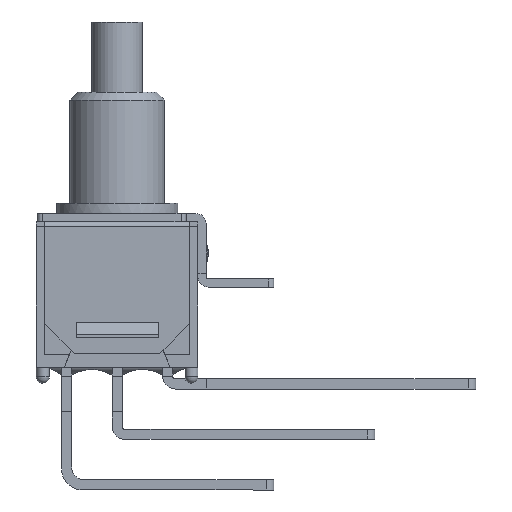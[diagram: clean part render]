
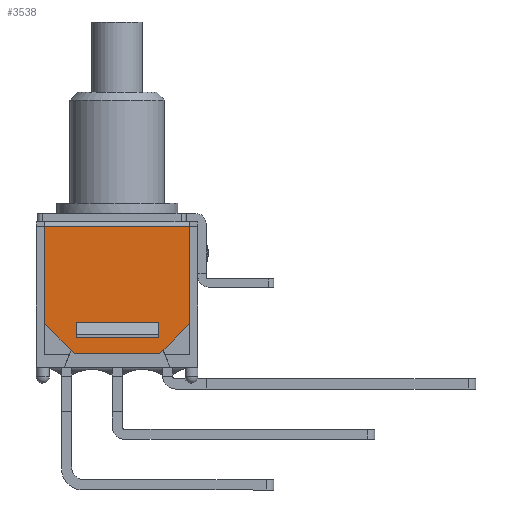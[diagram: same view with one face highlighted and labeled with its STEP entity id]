
A CAD part, front view. The second image highlights one B-rep face of the part: STEP entity #3538.
In plain terms, the highlighted planar face has unit normal (0, -1, 0).
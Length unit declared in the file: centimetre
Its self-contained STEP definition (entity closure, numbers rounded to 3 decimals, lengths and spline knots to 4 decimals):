
#35=FACE_BOUND('',#389,.T.);
#192=FACE_OUTER_BOUND('',#388,.T.);
#388=EDGE_LOOP('',(#2839,#2840,#2841,#2842,#2843,#2844));
#389=EDGE_LOOP('',(#2845,#2846,#2847,#2848,#2849,#2850));
#777=LINE('',#5626,#1194);
#805=LINE('',#5687,#1222);
#806=LINE('',#5691,#1223);
#807=LINE('',#5693,#1224);
#808=LINE('',#5695,#1225);
#809=LINE('',#5697,#1226);
#810=LINE('',#5698,#1227);
#811=LINE('',#5700,#1228);
#812=LINE('',#5702,#1229);
#813=LINE('',#5704,#1230);
#814=LINE('',#5706,#1231);
#815=LINE('',#5707,#1232);
#1194=VECTOR('',#4471,1.);
#1222=VECTOR('',#4521,1.);
#1223=VECTOR('',#4526,1.);
#1224=VECTOR('',#4527,1.);
#1225=VECTOR('',#4528,1.);
#1226=VECTOR('',#4529,1.);
#1227=VECTOR('',#4530,1.);
#1228=VECTOR('',#4531,1.);
#1229=VECTOR('',#4532,1.);
#1230=VECTOR('',#4533,1.);
#1231=VECTOR('',#4534,1.);
#1232=VECTOR('',#4535,1.);
#1587=VERTEX_POINT('',#5622);
#1589=VERTEX_POINT('',#5625);
#1610=VERTEX_POINT('',#5684);
#1611=VERTEX_POINT('',#5686);
#1612=VERTEX_POINT('',#5690);
#1613=VERTEX_POINT('',#5692);
#1614=VERTEX_POINT('',#5694);
#1615=VERTEX_POINT('',#5696);
#1616=VERTEX_POINT('',#5699);
#1617=VERTEX_POINT('',#5701);
#1618=VERTEX_POINT('',#5703);
#1619=VERTEX_POINT('',#5705);
#2017=EDGE_CURVE('',#1589,#1587,#777,.T.);
#2046=EDGE_CURVE('',#1610,#1611,#805,.T.);
#2048=EDGE_CURVE('',#1610,#1612,#806,.T.);
#2049=EDGE_CURVE('',#1612,#1613,#807,.T.);
#2050=EDGE_CURVE('',#1614,#1613,#808,.T.);
#2051=EDGE_CURVE('',#1614,#1615,#809,.T.);
#2052=EDGE_CURVE('',#1615,#1611,#810,.T.);
#2053=EDGE_CURVE('',#1616,#1587,#811,.T.);
#2054=EDGE_CURVE('',#1617,#1616,#812,.T.);
#2055=EDGE_CURVE('',#1618,#1617,#813,.T.);
#2056=EDGE_CURVE('',#1618,#1619,#814,.T.);
#2057=EDGE_CURVE('',#1619,#1589,#815,.T.);
#2839=ORIENTED_EDGE('',*,*,#2046,.F.);
#2840=ORIENTED_EDGE('',*,*,#2048,.T.);
#2841=ORIENTED_EDGE('',*,*,#2049,.T.);
#2842=ORIENTED_EDGE('',*,*,#2050,.F.);
#2843=ORIENTED_EDGE('',*,*,#2051,.T.);
#2844=ORIENTED_EDGE('',*,*,#2052,.T.);
#2845=ORIENTED_EDGE('',*,*,#2017,.T.);
#2846=ORIENTED_EDGE('',*,*,#2053,.F.);
#2847=ORIENTED_EDGE('',*,*,#2054,.F.);
#2848=ORIENTED_EDGE('',*,*,#2055,.F.);
#2849=ORIENTED_EDGE('',*,*,#2056,.T.);
#2850=ORIENTED_EDGE('',*,*,#2057,.T.);
#3356=PLANE('',#3814);
#3538=ADVANCED_FACE('',(#192,#35),#3356,.T.);
#3814=AXIS2_PLACEMENT_3D('',#5689,#4524,#4525);
#4471=DIRECTION('',(0.,0.,-1.));
#4521=DIRECTION('',(1.,0.,0.));
#4524=DIRECTION('center_axis',(0.,-1.,0.));
#4525=DIRECTION('ref_axis',(0.,0.,
1.));
#4526=DIRECTION('',(0.,0.,-1.));
#4527=DIRECTION('',(0.707,0.,-0.707));
#4528=DIRECTION('',(-1.,0.,0.));
#4529=DIRECTION('',(0.707,0.,0.707));
#4530=DIRECTION('',(0.,0.,1.));
#4531=DIRECTION('',(0.,0.,1.));
#4532=DIRECTION('',(1.,0.,0.));
#4533=DIRECTION('',(0.,0.,-1.));
#4534=DIRECTION('',(0.,0.,1.));
#4535=DIRECTION('',(1.,0.,0.));
#5622=CARTESIAN_POINT('',(0.2065,-0.254,0.1637));
#5625=CARTESIAN_POINT('',(0.2065,-0.254,0.228));
#5626=CARTESIAN_POINT('',(0.2065,-0.254,0.149));
#5684=CARTESIAN_POINT('',(-0.365,-0.254,0.708));
#5686=CARTESIAN_POINT('',(0.365,-0.254,0.708));
#5687=CARTESIAN_POINT('',(0.2033,-0.254,0.708));
#5689=CARTESIAN_POINT('Origin',(0.4065,-0.254,0.07));
#5690=CARTESIAN_POINT('',(-0.365,-0.254,0.22));
#5691=CARTESIAN_POINT('',(-0.365,-0.254,0.389));
#5692=CARTESIAN_POINT('',(-0.215,-0.254,0.07));
#5693=CARTESIAN_POINT('',(-0.1346,-0.254,-0.0104));
#5694=CARTESIAN_POINT('',(0.215,-0.254,0.07));
#5695=CARTESIAN_POINT('',(0.4065,-0.254,0.07));
#5696=CARTESIAN_POINT('',(0.365,-0.254,0.22));
#5697=CARTESIAN_POINT('',(0.2629,-0.254,0.1179));
#5698=CARTESIAN_POINT('',(0.365,-0.254,0.145));
#5699=CARTESIAN_POINT('',(0.2065,-0.254,0.148));
#5700=CARTESIAN_POINT('',(0.2065,-0.254,0.074));
#5701=CARTESIAN_POINT('',(-0.2065,-0.254,0.148));
#5702=CARTESIAN_POINT('',(0.1,-0.254,0.148));
#5703=CARTESIAN_POINT('',(-0.2065,-0.254,0.1637));
#5704=CARTESIAN_POINT('',(-0.2065,-0.254,0.114));
#5705=CARTESIAN_POINT('',(-0.2065,-0.254,0.228));
#5706=CARTESIAN_POINT('',(-0.2065,-0.254,0.109));
#5707=CARTESIAN_POINT('',(0.1,-0.254,0.228));
